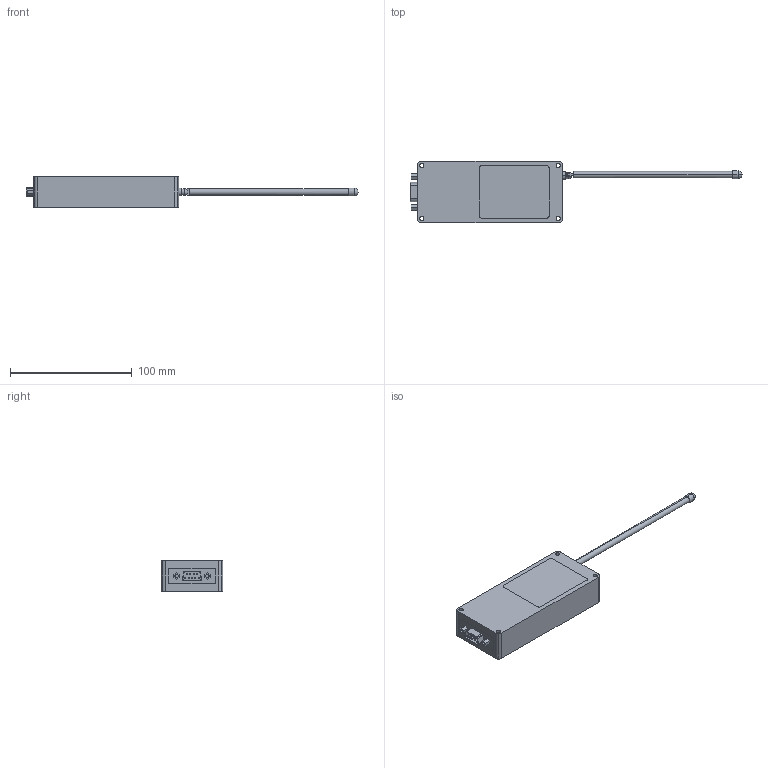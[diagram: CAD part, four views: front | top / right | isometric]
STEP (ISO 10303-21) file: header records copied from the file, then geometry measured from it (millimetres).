
FILE_DESCRIPTION((''),'2;1');
FILE_NAME('oimodem.stp','2002-01-13T13:18:40',('Administrator'),(''),'Autodesk Inventor (tm) 3.0','Autodesk Inventor (tm) 3.0','');
FILE_SCHEMA(('CONFIG_CONTROL_DESIGN'));
Length unit declared in the file: inch
Products named in the file (6): oimodem; oimodem1; oimodem2; oimodem3; oimodem4; oimodem5
Assembly tree (5 placements, depth 2):
  oimodem
    oimodem1
    oimodem2
    oimodem3
    oimodem4
    oimodem5
Bounding box: 273.16 x 50.8 x 25.4 mm (x, y, z)
Volume: 156342.8 mm3; surface area: 31544.3 mm2
Topology: 5 solids, 5 shells, 178 faces, 437 edges, 287 vertices
Faces by surface type: cylinder 96, plane 78, sphere 4
Entity records: 6090 total; most frequent: DIRECTION 1011, CARTESIAN_POINT 909, ORIENTED_EDGE 868, EDGE_CURVE 434, AXIS2_PLACEMENT_3D 388, VERTEX_POINT 286, VECTOR 235, LINE 235
